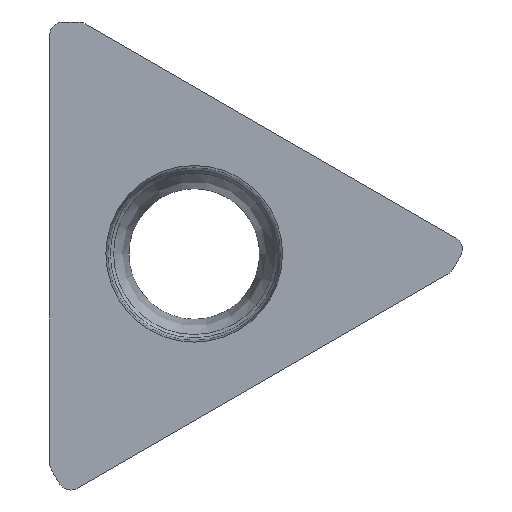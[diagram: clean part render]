
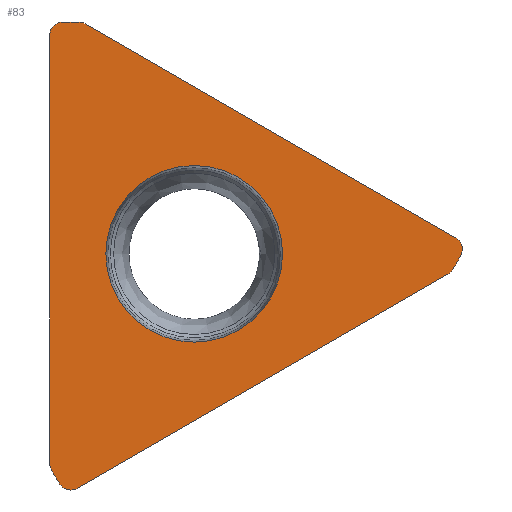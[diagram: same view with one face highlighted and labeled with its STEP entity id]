
A CAD part, top view. The second image highlights one B-rep face of the part: STEP entity #83.
In plain terms, the highlighted planar face has unit normal (0, 0, 1).
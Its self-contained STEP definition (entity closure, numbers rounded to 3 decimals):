
#83=ADVANCED_FACE('',(#153,#154),#96,.T.);
#96=PLANE('',#470);
#104=LINE('',#712,#131);
#110=LINE('',#735,#137);
#112=LINE('',#744,#139);
#117=LINE('',#765,#144);
#119=LINE('',#774,#146);
#123=LINE('',#793,#150);
#131=VECTOR('',#500,1.);
#137=VECTOR('',#520,1.);
#139=VECTOR('',#524,1.);
#144=VECTOR('',#543,1.);
#146=VECTOR('',#547,1.);
#150=VECTOR('',#565,1.);
#153=FACE_BOUND('',#182,.T.);
#154=FACE_BOUND('',#183,.T.);
#182=EDGE_LOOP('',(#270));
#183=EDGE_LOOP('',(#271,#272,#273,#274,#275,#276,#277,#278,#279,#280,#281,
#282,#283,#284,#285));
#270=ORIENTED_EDGE('',*,*,#378,.F.);
#271=ORIENTED_EDGE('',*,*,#344,.T.);
#272=ORIENTED_EDGE('',*,*,#347,.T.);
#273=ORIENTED_EDGE('',*,*,#350,.T.);
#274=ORIENTED_EDGE('',*,*,#352,.T.);
#275=ORIENTED_EDGE('',*,*,#354,.T.);
#276=ORIENTED_EDGE('',*,*,#357,.T.);
#277=ORIENTED_EDGE('',*,*,#359,.T.);
#278=ORIENTED_EDGE('',*,*,#362,.T.);
#279=ORIENTED_EDGE('',*,*,#364,.T.);
#280=ORIENTED_EDGE('',*,*,#366,.T.);
#281=ORIENTED_EDGE('',*,*,#369,.T.);
#282=ORIENTED_EDGE('',*,*,#371,.T.);
#283=ORIENTED_EDGE('',*,*,#374,.T.);
#284=ORIENTED_EDGE('',*,*,#376,.T.);
#285=ORIENTED_EDGE('',*,*,#377,.T.);
#307=VERTEX_POINT('',#711);
#308=VERTEX_POINT('',#713);
#309=VERTEX_POINT('',#717);
#311=VERTEX_POINT('',#726);
#312=VERTEX_POINT('',#730);
#313=VERTEX_POINT('',#734);
#315=VERTEX_POINT('',#743);
#316=VERTEX_POINT('',#747);
#318=VERTEX_POINT('',#756);
#319=VERTEX_POINT('',#760);
#320=VERTEX_POINT('',#764);
#322=VERTEX_POINT('',#773);
#323=VERTEX_POINT('',#777);
#325=VERTEX_POINT('',#786);
#326=VERTEX_POINT('',#790);
#327=VERTEX_POINT('',#796);
#344=EDGE_CURVE('',#308,#307,#104,.T.);
#347=EDGE_CURVE('',#307,#309,#387,.T.);
#350=EDGE_CURVE('',#309,#311,#388,.T.);
#352=EDGE_CURVE('',#311,#312,#389,.T.);
#354=EDGE_CURVE('',#312,#313,#110,.T.);
#357=EDGE_CURVE('',#313,#315,#112,.T.);
#359=EDGE_CURVE('',#315,#316,#390,.T.);
#362=EDGE_CURVE('',#316,#318,#391,.T.);
#364=EDGE_CURVE('',#318,#319,#392,.T.);
#366=EDGE_CURVE('',#319,#320,#117,.T.);
#369=EDGE_CURVE('',#320,#322,#119,.T.);
#371=EDGE_CURVE('',#322,#323,#393,.T.);
#374=EDGE_CURVE('',#323,#325,#394,.T.);
#376=EDGE_CURVE('',#325,#326,#395,.T.);
#377=EDGE_CURVE('',#326,#308,#123,.T.);
#378=EDGE_CURVE('',#327,#327,#396,.T.);
#387=CIRCLE('',#446,0.25);
#388=CIRCLE('',#448,3.5);
#389=CIRCLE('',#450,0.25);
#390=CIRCLE('',#454,0.25);
#391=CIRCLE('',#456,3.5);
#392=CIRCLE('',#458,0.25);
#393=CIRCLE('',#462,0.25);
#394=CIRCLE('',#464,3.5);
#395=CIRCLE('',#466,0.25);
#396=CIRCLE('',#469,1.691);
#446=AXIS2_PLACEMENT_3D('',#718,#505,#506);
#448=AXIS2_PLACEMENT_3D('',#727,#510,#511);
#450=AXIS2_PLACEMENT_3D('',#731,#515,#516);
#454=AXIS2_PLACEMENT_3D('',#748,#528,#529);
#456=AXIS2_PLACEMENT_3D('',#757,#533,#534);
#458=AXIS2_PLACEMENT_3D('',#761,#538,#539);
#462=AXIS2_PLACEMENT_3D('',#778,#551,#552);
#464=AXIS2_PLACEMENT_3D('',#787,#556,#557);
#466=AXIS2_PLACEMENT_3D('',#791,#561,#562);
#469=AXIS2_PLACEMENT_3D('',#795,#568,#569);
#470=AXIS2_PLACEMENT_3D('',#797,#570,#571);
#500=DIRECTION('',(0.,-1.,0.));
#505=DIRECTION('',(0.,0.,1.));
#506=DIRECTION('',(1.,0.,0.));
#510=DIRECTION('',(0.,0.,1.));
#511=DIRECTION('',(1.,0.,0.));
#515=DIRECTION('',(0.,0.,1.));
#516=DIRECTION('',(1.,0.,0.));
#520=DIRECTION('',(0.866,0.5,0.));
#524=DIRECTION('',(0.866,0.5,0.));
#528=DIRECTION('',(0.,0.,1.));
#529=DIRECTION('',(-0.5,0.866,0.));
#533=DIRECTION('',(0.,0.,1.));
#534=DIRECTION('',(-0.5,0.866,0.));
#538=DIRECTION('',(0.,0.,1.));
#539=DIRECTION('',(-0.5,0.866,0.));
#543=DIRECTION('',(-0.866,0.5,0.));
#547=DIRECTION('',(-0.866,0.5,0.));
#551=DIRECTION('',(0.,0.,1.));
#552=DIRECTION('',(-0.5,-0.866,0.));
#556=DIRECTION('',(0.,0.,1.));
#557=DIRECTION('',(-0.5,-0.866,0.));
#561=DIRECTION('',(0.,0.,1.));
#562=DIRECTION('',(-0.5,-0.866,0.));
#565=DIRECTION('',(0.,-1.,0.));
#568=DIRECTION('',(0.,0.,1.));
#569=DIRECTION('',(1.,0.,0.));
#570=DIRECTION('',(0.,0.,1.));
#571=DIRECTION('',(1.,0.,0.));
#711=CARTESIAN_POINT('',(-2.766,-4.011,-0.1));
#712=CARTESIAN_POINT('',(-2.766,0.,-0.1));
#713=CARTESIAN_POINT('',(-2.766,0.,-0.1));
#717=CARTESIAN_POINT('',(-2.737,-4.127,-0.1));
#718=CARTESIAN_POINT('',(-2.516,-4.011,-0.1));
#726=CARTESIAN_POINT('',(-2.574,-4.406,-0.1));
#727=CARTESIAN_POINT('',(0.362,-2.5,-0.1));
#730=CARTESIAN_POINT('',(-2.239,-4.486,-0.1));
#731=CARTESIAN_POINT('',(-2.364,-4.27,-0.1));
#734=CARTESIAN_POINT('',(1.383,-2.395,-0.1));
#735=CARTESIAN_POINT('',(-2.239,-4.486,-0.1));
#743=CARTESIAN_POINT('',(4.856,-0.39,-0.1));
#744=CARTESIAN_POINT('',(1.383,-2.395,-0.1));
#747=CARTESIAN_POINT('',(4.942,-0.307,-0.1));
#748=CARTESIAN_POINT('',(4.731,-0.173,-0.1));
#756=CARTESIAN_POINT('',(5.102,-0.026,-0.1));
#757=CARTESIAN_POINT('',(1.984,1.563,-0.1));
#760=CARTESIAN_POINT('',(5.005,0.304,-0.1));
#761=CARTESIAN_POINT('',(4.88,0.088,-0.1));
#764=CARTESIAN_POINT('',(1.383,2.395,-0.1));
#765=CARTESIAN_POINT('',(5.005,0.304,-0.1));
#773=CARTESIAN_POINT('',(-2.09,4.401,-0.1));
#774=CARTESIAN_POINT('',(1.383,2.395,-0.1));
#777=CARTESIAN_POINT('',(-2.205,4.434,-0.1));
#778=CARTESIAN_POINT('',(-2.215,4.184,-0.1));
#786=CARTESIAN_POINT('',(-2.529,4.432,-0.1));
#787=CARTESIAN_POINT('',(-2.346,0.937,-0.1));
#790=CARTESIAN_POINT('',(-2.766,4.182,-0.1));
#791=CARTESIAN_POINT('',(-2.516,4.182,-0.1));
#793=CARTESIAN_POINT('',(-2.766,4.182,-0.1));
#795=CARTESIAN_POINT('',(0.,0.,-0.1));
#796=CARTESIAN_POINT('',(1.691,0.,-0.1));
#797=CARTESIAN_POINT('',(-2.516,-4.011,-0.1));
